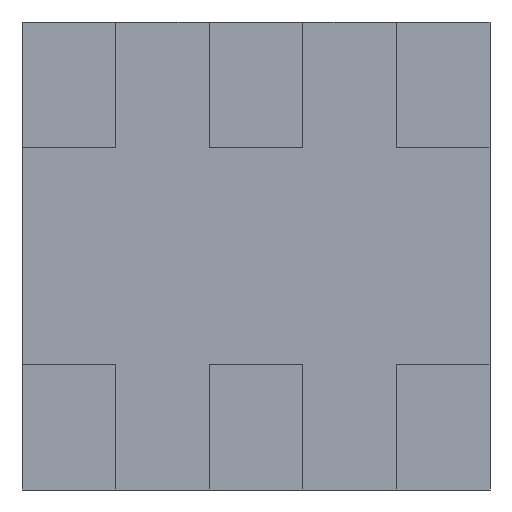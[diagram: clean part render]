
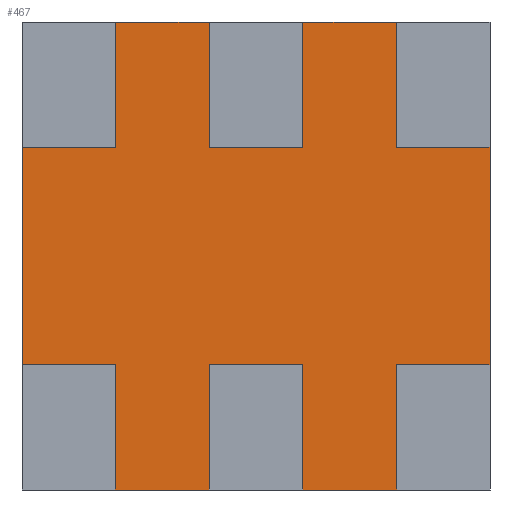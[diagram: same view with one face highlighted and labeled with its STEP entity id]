
A CAD part, front view. The second image highlights one B-rep face of the part: STEP entity #467.
In plain terms, the highlighted planar face has unit normal (0, -1, 0).
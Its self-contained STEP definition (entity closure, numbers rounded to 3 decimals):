
#15 = VERTEX_POINT ( 'NONE', #944 ) ;
#20 = VECTOR ( 'NONE', #946, 1000. ) ;
#37 = CARTESIAN_POINT ( 'NONE',  ( 1.145, 0., 1.905 ) ) ;
#46 = ORIENTED_EDGE ( 'NONE', *, *, #907, .T. ) ;
#48 = ORIENTED_EDGE ( 'NONE', *, *, #1392, .T. ) ;
#53 = CARTESIAN_POINT ( 'NONE',  ( 0.38, 0., 1.905 ) ) ;
#54 = CARTESIAN_POINT ( 'NONE',  ( -0.38, 0., 1.905 ) ) ;
#56 = LINE ( 'NONE', #242, #1584 ) ;
#57 = DIRECTION ( 'NONE',  ( 0., 0., -1. ) ) ;
#61 = CARTESIAN_POINT ( 'NONE',  ( 1.905, 0., 1.905 ) ) ;
#88 = CARTESIAN_POINT ( 'NONE',  ( 1.145, 0., 1.905 ) ) ;
#92 = VECTOR ( 'NONE', #135, 1000. ) ;
#99 = DIRECTION ( 'NONE',  ( 0., 0., 1. ) ) ;
#108 = VERTEX_POINT ( 'NONE', #468 ) ;
#110 = EDGE_CURVE ( 'NONE', #1171, #971, #119, .T. ) ;
#119 = LINE ( 'NONE', #1357, #862 ) ;
#121 = EDGE_CURVE ( 'NONE', #170, #1171, #1491, .T. ) ;
#131 = CARTESIAN_POINT ( 'NONE',  ( -1.145, 0., 0.885 ) ) ;
#135 = DIRECTION ( 'NONE',  ( 1., 0., 0. ) ) ;
#138 = LINE ( 'NONE', #61, #1471 ) ;
#142 = CARTESIAN_POINT ( 'NONE',  ( 1.905, 0., 0.885 ) ) ;
#144 = VERTEX_POINT ( 'NONE', #956 ) ;
#157 = LINE ( 'NONE', #142, #92 ) ;
#170 = VERTEX_POINT ( 'NONE', #452 ) ;
#175 = AXIS2_PLACEMENT_3D ( 'NONE', #890, #389, #1268 ) ;
#177 = LINE ( 'NONE', #1174, #798 ) ;
#198 = LINE ( 'NONE', #856, #880 ) ;
#240 = LINE ( 'NONE', #253, #1472 ) ;
#242 = CARTESIAN_POINT ( 'NONE',  ( -1.905, 0., -1.905 ) ) ;
#249 = CARTESIAN_POINT ( 'NONE',  ( 1.905, 0., 0.885 ) ) ;
#250 = VERTEX_POINT ( 'NONE', #131 ) ;
#252 = EDGE_CURVE ( 'NONE', #1278, #15, #1325, .T. ) ;
#253 = CARTESIAN_POINT ( 'NONE',  ( -1.145, 0., -0.885 ) ) ;
#256 = VECTOR ( 'NONE', #995, 1000. ) ;
#261 = VERTEX_POINT ( 'NONE', #249 ) ;
#279 = ORIENTED_EDGE ( 'NONE', *, *, #252, .F. ) ;
#286 = VECTOR ( 'NONE', #1483, 1000. ) ;
#303 = EDGE_CURVE ( 'NONE', #1332, #1309, #198, .T. ) ;
#317 = EDGE_LOOP ( 'NONE', ( #1133, #1029, #358, #46, #1135, #1156, #1063, #1391, #885, #1294, #930, #1050, #279, #1273, #1458, #409, #1554, #48, #809, #731 ) ) ;
#324 = LINE ( 'NONE', #617, #286 ) ;
#325 = EDGE_CURVE ( 'NONE', #108, #144, #240, .T. ) ;
#341 = VECTOR ( 'NONE', #1453, 1000. ) ;
#351 = VECTOR ( 'NONE', #725, 1000. ) ;
#358 = ORIENTED_EDGE ( 'NONE', *, *, #1146, .F. ) ;
#359 = EDGE_CURVE ( 'NONE', #170, #1274, #477, .T. ) ;
#367 = DIRECTION ( 'NONE',  ( 1., 0., 0. ) ) ;
#369 = VECTOR ( 'NONE', #99, 1000. ) ;
#389 = DIRECTION ( 'NONE',  ( 0., 1., 0. ) ) ;
#396 = CARTESIAN_POINT ( 'NONE',  ( -0.38, 0., 1.905 ) ) ;
#409 = ORIENTED_EDGE ( 'NONE', *, *, #1189, .T. ) ;
#414 = LINE ( 'NONE', #1141, #1266 ) ;
#415 = CARTESIAN_POINT ( 'NONE',  ( -1.145, 0., 1.905 ) ) ;
#419 = CARTESIAN_POINT ( 'NONE',  ( -1.905, 0., 0.885 ) ) ;
#441 = VERTEX_POINT ( 'NONE', #37 ) ;
#449 = CARTESIAN_POINT ( 'NONE',  ( 1.905, 0., 0.885 ) ) ;
#452 = CARTESIAN_POINT ( 'NONE',  ( 0.38, 0., -1.905 ) ) ;
#457 = VECTOR ( 'NONE', #367, 1000. ) ;
#467 = ADVANCED_FACE ( 'NONE', ( #669 ), #514, .F. ) ;
#468 = CARTESIAN_POINT ( 'NONE',  ( -1.905, 0., -0.885 ) ) ;
#473 = EDGE_CURVE ( 'NONE', #992, #1309, #138, .T. ) ;
#477 = LINE ( 'NONE', #606, #457 ) ;
#492 = LINE ( 'NONE', #1042, #914 ) ;
#514 = PLANE ( 'NONE',  #175 ) ;
#553 = DIRECTION ( 'NONE',  ( 0., 0., -1. ) ) ;
#561 = CARTESIAN_POINT ( 'NONE',  ( 1.145, 0., 0.885 ) ) ;
#570 = VECTOR ( 'NONE', #1383, 1000. ) ;
#588 = EDGE_CURVE ( 'NONE', #992, #250, #613, .T. ) ;
#606 = CARTESIAN_POINT ( 'NONE',  ( -1.905, 0., -1.905 ) ) ;
#613 = LINE ( 'NONE', #784, #902 ) ;
#617 = CARTESIAN_POINT ( 'NONE',  ( 1.145, 0., 1.905 ) ) ;
#634 = CARTESIAN_POINT ( 'NONE',  ( -1.905, 0., -1.905 ) ) ;
#637 = CARTESIAN_POINT ( 'NONE',  ( 1.905, 0., -0.885 ) ) ;
#639 = EDGE_CURVE ( 'NONE', #1367, #144, #943, .T. ) ;
#643 = CARTESIAN_POINT ( 'NONE',  ( -0.38, 0., 0.885 ) ) ;
#646 = CARTESIAN_POINT ( 'NONE',  ( -1.145, 0., 1.905 ) ) ;
#653 = VERTEX_POINT ( 'NONE', #53 ) ;
#663 = CARTESIAN_POINT ( 'NONE',  ( -1.145, 0., -1.905 ) ) ;
#669 = FACE_OUTER_BOUND ( 'NONE', #317, .T. ) ;
#681 = CARTESIAN_POINT ( 'NONE',  ( -0.38, 0., -1.905 ) ) ;
#698 = DIRECTION ( 'NONE',  ( -1., 0., 0. ) ) ;
#716 = VERTEX_POINT ( 'NONE', #1445 ) ;
#724 = EDGE_CURVE ( 'NONE', #1332, #716, #1363, .T. ) ;
#725 = DIRECTION ( 'NONE',  ( -1., 0., 0. ) ) ;
#731 = ORIENTED_EDGE ( 'NONE', *, *, #303, .T. ) ;
#736 = DIRECTION ( 'NONE',  ( 1., 0., 0. ) ) ;
#764 = CARTESIAN_POINT ( 'NONE',  ( -0.38, 0., -0.885 ) ) ;
#775 = VERTEX_POINT ( 'NONE', #561 ) ;
#784 = CARTESIAN_POINT ( 'NONE',  ( -1.145, 0., 1.905 ) ) ;
#788 = DIRECTION ( 'NONE',  ( 1., 0., 0. ) ) ;
#798 = VECTOR ( 'NONE', #1054, 1000. ) ;
#809 = ORIENTED_EDGE ( 'NONE', *, *, #724, .F. ) ;
#812 = VERTEX_POINT ( 'NONE', #419 ) ;
#853 = DIRECTION ( 'NONE',  ( 0., 0., 1. ) ) ;
#856 = CARTESIAN_POINT ( 'NONE',  ( -0.38, 0., 0.885 ) ) ;
#862 = VECTOR ( 'NONE', #698, 1000. ) ;
#863 = DIRECTION ( 'NONE',  ( 0., 0., 1. ) ) ;
#880 = VECTOR ( 'NONE', #853, 1000. ) ;
#885 = ORIENTED_EDGE ( 'NONE', *, *, #110, .F. ) ;
#890 = CARTESIAN_POINT ( 'NONE',  ( 1.905, 0., 1.905 ) ) ;
#897 = LINE ( 'NONE', #396, #570 ) ;
#902 = VECTOR ( 'NONE', #57, 1000. ) ;
#907 = EDGE_CURVE ( 'NONE', #812, #108, #1122, .T. ) ;
#914 = VECTOR ( 'NONE', #553, 1000. ) ;
#930 = ORIENTED_EDGE ( 'NONE', *, *, #359, .T. ) ;
#943 = LINE ( 'NONE', #415, #1545 ) ;
#944 = CARTESIAN_POINT ( 'NONE',  ( 1.145, 0., -0.885 ) ) ;
#946 = DIRECTION ( 'NONE',  ( 1., 0., 0. ) ) ;
#956 = CARTESIAN_POINT ( 'NONE',  ( -1.145, 0., -0.885 ) ) ;
#971 = VERTEX_POINT ( 'NONE', #764 ) ;
#992 = VERTEX_POINT ( 'NONE', #646 ) ;
#995 = DIRECTION ( 'NONE',  ( 0., 0., -1. ) ) ;
#1015 = CARTESIAN_POINT ( 'NONE',  ( 1.905, 0., -1.905 ) ) ;
#1029 = ORIENTED_EDGE ( 'NONE', *, *, #588, .T. ) ;
#1038 = CARTESIAN_POINT ( 'NONE',  ( 1.145, 0., -1.905 ) ) ;
#1042 = CARTESIAN_POINT ( 'NONE',  ( 0.38, 0., 0.885 ) ) ;
#1050 = ORIENTED_EDGE ( 'NONE', *, *, #1546, .F. ) ;
#1054 = DIRECTION ( 'NONE',  ( 1., 0., 0. ) ) ;
#1063 = ORIENTED_EDGE ( 'NONE', *, *, #1593, .T. ) ;
#1081 = CARTESIAN_POINT ( 'NONE',  ( 0.38, 0., 1.905 ) ) ;
#1109 = DIRECTION ( 'NONE',  ( 1., 0., 0. ) ) ;
#1122 = LINE ( 'NONE', #634, #256 ) ;
#1124 = CARTESIAN_POINT ( 'NONE',  ( 0.38, 0., -0.885 ) ) ;
#1129 = CARTESIAN_POINT ( 'NONE',  ( 1.905, 0., -0.885 ) ) ;
#1133 = ORIENTED_EDGE ( 'NONE', *, *, #473, .F. ) ;
#1135 = ORIENTED_EDGE ( 'NONE', *, *, #325, .T. ) ;
#1137 = EDGE_CURVE ( 'NONE', #971, #1351, #897, .T. ) ;
#1141 = CARTESIAN_POINT ( 'NONE',  ( 1.905, 0., 0.885 ) ) ;
#1146 = EDGE_CURVE ( 'NONE', #812, #250, #414, .T. ) ;
#1156 = ORIENTED_EDGE ( 'NONE', *, *, #639, .F. ) ;
#1160 = EDGE_CURVE ( 'NONE', #1278, #261, #1543, .T. ) ;
#1167 = EDGE_CURVE ( 'NONE', #775, #261, #157, .T. ) ;
#1171 = VERTEX_POINT ( 'NONE', #1124 ) ;
#1174 = CARTESIAN_POINT ( 'NONE',  ( 1.905, 0., 1.905 ) ) ;
#1189 = EDGE_CURVE ( 'NONE', #775, #441, #324, .T. ) ;
#1252 = DIRECTION ( 'NONE',  ( 1., 0., 0. ) ) ;
#1266 = VECTOR ( 'NONE', #1252, 1000. ) ;
#1268 = DIRECTION ( 'NONE',  ( 0., 0., 1. ) ) ;
#1273 = ORIENTED_EDGE ( 'NONE', *, *, #1160, .T. ) ;
#1274 = VERTEX_POINT ( 'NONE', #1038 ) ;
#1278 = VERTEX_POINT ( 'NONE', #637 ) ;
#1294 = ORIENTED_EDGE ( 'NONE', *, *, #121, .F. ) ;
#1309 = VERTEX_POINT ( 'NONE', #54 ) ;
#1316 = LINE ( 'NONE', #88, #341 ) ;
#1325 = LINE ( 'NONE', #1129, #351 ) ;
#1332 = VERTEX_POINT ( 'NONE', #643 ) ;
#1351 = VERTEX_POINT ( 'NONE', #681 ) ;
#1357 = CARTESIAN_POINT ( 'NONE',  ( 1.905, 0., -0.885 ) ) ;
#1363 = LINE ( 'NONE', #449, #20 ) ;
#1367 = VERTEX_POINT ( 'NONE', #663 ) ;
#1379 = VECTOR ( 'NONE', #863, 1000. ) ;
#1383 = DIRECTION ( 'NONE',  ( 0., 0., -1. ) ) ;
#1391 = ORIENTED_EDGE ( 'NONE', *, *, #1137, .F. ) ;
#1392 = EDGE_CURVE ( 'NONE', #653, #716, #492, .T. ) ;
#1410 = EDGE_CURVE ( 'NONE', #653, #441, #177, .T. ) ;
#1419 = DIRECTION ( 'NONE',  ( 0., 0., 1. ) ) ;
#1445 = CARTESIAN_POINT ( 'NONE',  ( 0.38, 0., 0.885 ) ) ;
#1453 = DIRECTION ( 'NONE',  ( 0., 0., -1. ) ) ;
#1458 = ORIENTED_EDGE ( 'NONE', *, *, #1167, .F. ) ;
#1471 = VECTOR ( 'NONE', #788, 1000. ) ;
#1472 = VECTOR ( 'NONE', #1109, 1000. ) ;
#1483 = DIRECTION ( 'NONE',  ( 0., 0., 1. ) ) ;
#1491 = LINE ( 'NONE', #1081, #369 ) ;
#1543 = LINE ( 'NONE', #1015, #1379 ) ;
#1545 = VECTOR ( 'NONE', #1419, 1000. ) ;
#1546 = EDGE_CURVE ( 'NONE', #15, #1274, #1316, .T. ) ;
#1554 = ORIENTED_EDGE ( 'NONE', *, *, #1410, .F. ) ;
#1584 = VECTOR ( 'NONE', #736, 1000. ) ;
#1593 = EDGE_CURVE ( 'NONE', #1367, #1351, #56, .T. ) ;
